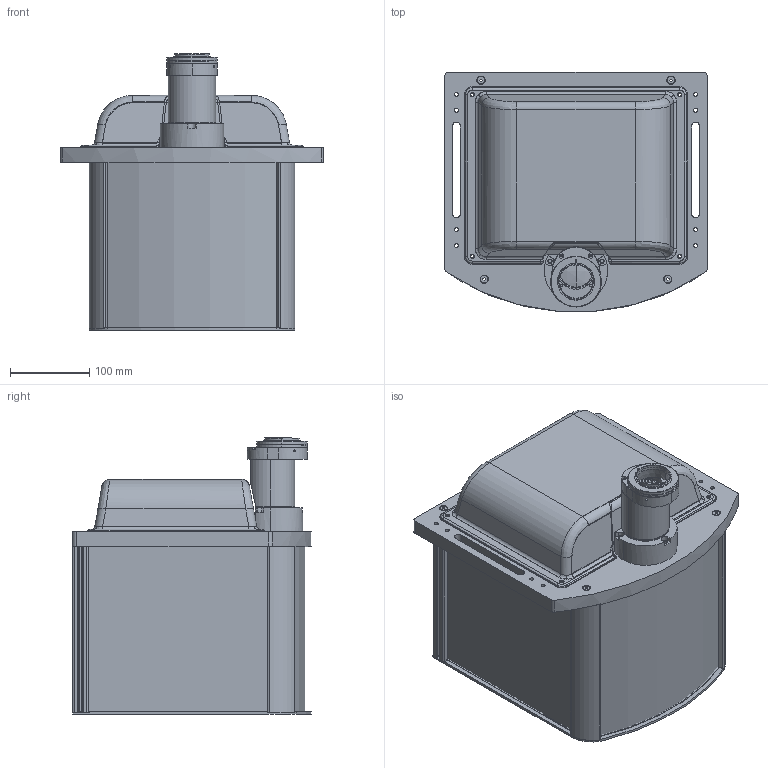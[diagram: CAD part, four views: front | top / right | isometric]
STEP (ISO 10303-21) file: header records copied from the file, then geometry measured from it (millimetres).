
FILE_DESCRIPTION (( 'STEP AP203' ), '1' );
FILE_NAME ('TCCD5MHR144-F.step', '2019-01-25T09:21:38', ( '' ), ( '' ), 'SwSTEP 2.0', 'SolidWorks 2018', '' );
FILE_SCHEMA (( 'CONFIG_CONTROL_DESIGN' ));
Length unit declared in the file: millimetre
Products named in the file (1): TCCD5MHR144-F
Bounding box: 332 x 301.71 x 348.85 mm (x, y, z)
Surface area: 659669.4 mm2 (no closed solid volume)
Topology: 0 solids, 45 shells, 463 faces, 1714 edges, 1287 vertices
Faces by surface type: cylinder 242, plane 168, bspline 28, cone 19, torus 4, sphere 2
Entity records: 20995 total; most frequent: CARTESIAN_POINT 6457, DIRECTION 3136, ORIENTED_EDGE 2529, EDGE_CURVE 1714, VERTEX_POINT 1287, AXIS2_PLACEMENT_3D 1125, LINE 886, VECTOR 886
